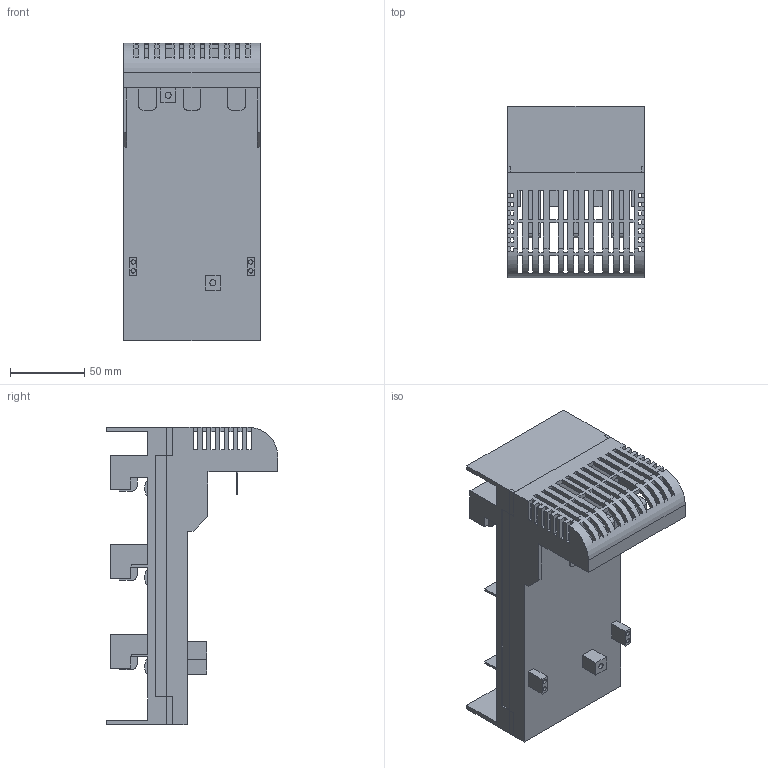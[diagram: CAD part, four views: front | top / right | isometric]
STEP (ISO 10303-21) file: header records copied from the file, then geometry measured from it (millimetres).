
FILE_DESCRIPTION(/* description */ ('STEP AP214'),/* implementation_level */ '2;1');
FILE_NAME(/* name */ '32570',/* time_stamp */ '2023-10-09T11:49:28+02:00',/* author */ ('License CC BY-ND 4.0'),/* organization */ ('CADENAS'),/* preprocessor_version */ 'ST-DEVELOPER v19.3',/* originating_system */ 'PARTsolutions',/* authorisation */ ' ');
FILE_SCHEMA (('AUTOMOTIVE_DESIGN {1 0 10303 214 3 1 1}'));
Length unit declared in the file: millimetre
Products named in the file (3): 32570; 77177000; 30433000
Assembly tree (2 placements, depth 2):
  32570
    77177000
    30433000
Bounding box: 92 x 115.5 x 200 mm (x, y, z)
Volume: 572694.6 mm3; surface area: 146147.6 mm2
Topology: 2 solids, 2 shells, 367 faces, 1218 edges, 812 vertices
Faces by surface type: plane 339, cylinder 28
Full cylindrical faces by diameter (mm): 3 x4, 4 x2, 8 x2
Entity records: 13371 total; most frequent: ORIENTED_EDGE 2416, CARTESIAN_POINT 2388, DIRECTION 2102, EDGE_CURVE 1208, LINE 1054, VECTOR 1054, VERTEX_POINT 810, AXIS2_PLACEMENT_3D 524
